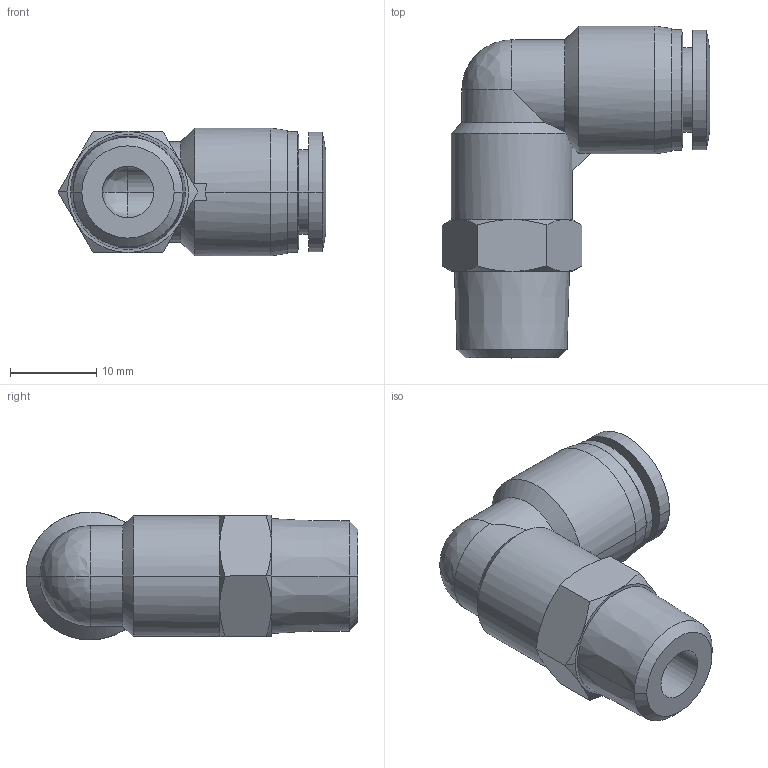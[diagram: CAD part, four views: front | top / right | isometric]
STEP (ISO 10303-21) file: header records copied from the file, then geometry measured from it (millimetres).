
FILE_DESCRIPTION (( 'STEP AP214' ), '1' );
FILE_NAME ('ME8M-14R.step', '2016-02-24T20:40:38', ( '' ), ( '' ), 'SwSTEP 2.0', 'SolidWorks 2015', '' );
FILE_SCHEMA (( 'AUTOMOTIVE_DESIGN' ));
Length unit declared in the file: inch
Products named in the file (1): ME8M-14R
Bounding box: 30.98 x 38.4 x 14.8 mm (x, y, z)
Volume: 5630.7 mm3; surface area: 3790.4 mm2
Topology: 1 solids, 1 shells, 68 faces, 157 edges, 92 vertices
Faces by surface type: cone 27, cylinder 19, plane 16, bspline 4, torus 2
Entity records: 2950 total; most frequent: CARTESIAN_POINT 552, DIRECTION 314, ORIENTED_EDGE 306, EDGE_CURVE 153, AXIS2_PLACEMENT_3D 136, VERTEX_POINT 92, EDGE_LOOP 75, LENGTH_MEASURE_WITH_UNIT 71
